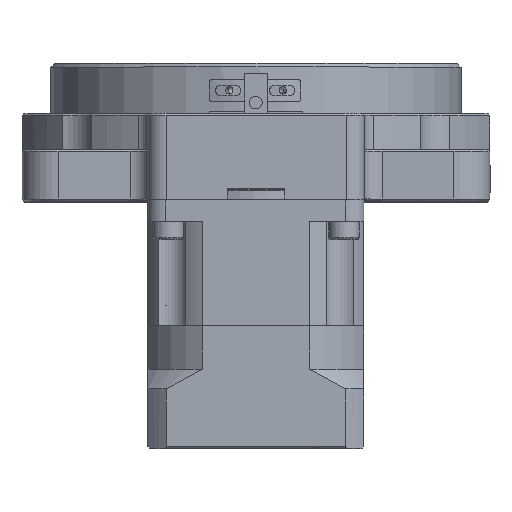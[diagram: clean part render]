
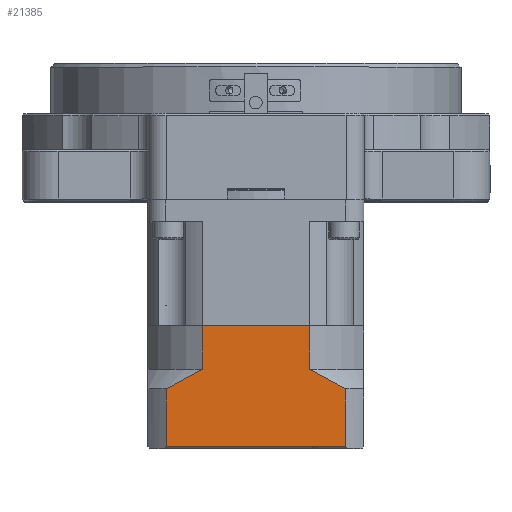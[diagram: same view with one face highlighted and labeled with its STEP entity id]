
A CAD part, top view. The second image highlights one B-rep face of the part: STEP entity #21385.
In plain terms, the highlighted planar face has unit normal (0, 0, 1).
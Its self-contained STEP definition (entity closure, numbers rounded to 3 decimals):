
#858 = CARTESIAN_POINT ( 'NONE',  ( 24.92, -68.5, 98. ) ) ;
#1132 = DIRECTION ( 'NONE',  ( 0., 1., 0. ) ) ;
#1143 = CARTESIAN_POINT ( 'NONE',  ( -24.92, -69., 98. ) ) ;
#1207 = LINE ( 'NONE', #1143, #3981 ) ;
#1493 = EDGE_CURVE ( 'NONE', #4317, #8645, #22493, .T. ) ;
#2604 = VERTEX_POINT ( 'NONE', #12429 ) ;
#3981 = VECTOR ( 'NONE', #1132, 1000. ) ;
#4317 = VERTEX_POINT ( 'NONE', #27214 ) ;
#6045 = EDGE_CURVE ( 'NONE', #8645, #10389, #11392, .T. ) ;
#7812 = EDGE_CURVE ( 'NONE', #10389, #17625, #24842, .T. ) ;
#7823 = DIRECTION ( 'NONE',  ( 0., -1., 0. ) ) ;
#7854 = CARTESIAN_POINT ( 'NONE',  ( 24.92, -69., 98. ) ) ;
#7858 = LINE ( 'NONE', #7854, #13179 ) ;
#8645 = VERTEX_POINT ( 'NONE', #15492 ) ;
#10389 = VERTEX_POINT ( 'NONE', #31560 ) ;
#10554 = VECTOR ( 'NONE', #24804, 1000. ) ;
#11343 = DIRECTION ( 'NONE',  ( 1., 0., 0. ) ) ;
#11389 = CARTESIAN_POINT ( 'NONE',  ( -30., -35., 98. ) ) ;
#11392 = LINE ( 'NONE', #11389, #20751 ) ;
#12429 = CARTESIAN_POINT ( 'NONE',  ( 24.92, -52.5, 98. ) ) ;
#13179 = VECTOR ( 'NONE', #7823, 1000. ) ;
#14007 = ORIENTED_EDGE ( 'NONE', *, *, #26352, .F. ) ;
#14079 = ORIENTED_EDGE ( 'NONE', *, *, #23971, .T. ) ;
#14207 = EDGE_LOOP ( 'NONE', ( #14007, #14079, #14295, #14317, #14397, #14501, #14513, #14674 ) ) ;
#14295 = ORIENTED_EDGE ( 'NONE', *, *, #29008, .F. ) ;
#14301 = EDGE_CURVE ( 'NONE', #2604, #17625, #24156, .T. ) ;
#14317 = ORIENTED_EDGE ( 'NONE', *, *, #14301, .T. ) ;
#14397 = ORIENTED_EDGE ( 'NONE', *, *, #7812, .F. ) ;
#14501 = ORIENTED_EDGE ( 'NONE', *, *, #6045, .F. ) ;
#14513 = ORIENTED_EDGE ( 'NONE', *, *, #1493, .F. ) ;
#14674 = ORIENTED_EDGE ( 'NONE', *, *, #23513, .T. ) ;
#15179 = VERTEX_POINT ( 'NONE', #18425 ) ;
#15492 = CARTESIAN_POINT ( 'NONE',  ( -14.908, -35., 98. ) ) ;
#17343 = DIRECTION ( 'NONE',  ( -1., 0., 0. ) ) ;
#17372 = DIRECTION ( 'NONE',  ( 0., 0., -1. ) ) ;
#17378 = CARTESIAN_POINT ( 'NONE',  ( -30., -35., 98. ) ) ;
#17410 = PLANE ( 'NONE',  #21260 ) ;
#17443 = FACE_OUTER_BOUND ( 'NONE', #14207, .T. ) ;
#17625 = VERTEX_POINT ( 'NONE', #25975 ) ;
#18425 = CARTESIAN_POINT ( 'NONE',  ( -24.92, -68.5, 98. ) ) ;
#19966 = VERTEX_POINT ( 'NONE', #858 ) ;
#20357 = VERTEX_POINT ( 'NONE', #28375 ) ;
#20748 = VECTOR ( 'NONE', #23287, 1000. ) ;
#20751 = VECTOR ( 'NONE', #11343, 1000. ) ;
#21260 = AXIS2_PLACEMENT_3D ( 'NONE', #17378, #17372, #17343 ) ;
#21385 = ADVANCED_FACE ( 'NONE', ( #17443 ), #17410, .F. ) ;
#22415 = DIRECTION ( 'NONE',  ( 0., 1., 0. ) ) ;
#22461 = CARTESIAN_POINT ( 'NONE',  ( -14.908, -45., 98. ) ) ;
#22493 = LINE ( 'NONE', #22461, #23585 ) ;
#23287 = DIRECTION ( 'NONE',  ( 1., 0., 0. ) ) ;
#23314 = CARTESIAN_POINT ( 'NONE',  ( -30., -68.5, 98. ) ) ;
#23319 = LINE ( 'NONE', #23314, #20748 ) ;
#23513 = EDGE_CURVE ( 'NONE', #4317, #20357, #28218, .T. ) ;
#23585 = VECTOR ( 'NONE', #22415, 1000. ) ;
#23971 = EDGE_CURVE ( 'NONE', #15179, #19966, #23319, .T. ) ;
#24156 = B_SPLINE_CURVE_WITH_KNOTS ( 'NONE', 3,
 ( #26336, #26287, #26283, #26261, #26256, #26248 ),
 .UNSPECIFIED., .F., .F.,
 ( 4, 2, 4 ),
 ( 0., 0.006, 0.011 ),
 .UNSPECIFIED. ) ;
#24804 = DIRECTION ( 'NONE',  ( 0., -1., 0. ) ) ;
#24817 = CARTESIAN_POINT ( 'NONE',  ( 14.908, -45., 98. ) ) ;
#24842 = LINE ( 'NONE', #24817, #10554 ) ;
#25975 = CARTESIAN_POINT ( 'NONE',  ( 14.908, -47., 98. ) ) ;
#26248 = CARTESIAN_POINT ( 'NONE',  ( 14.908, -47., 98. ) ) ;
#26256 = CARTESIAN_POINT ( 'NONE',  ( 16.654, -47.777, 98. ) ) ;
#26261 = CARTESIAN_POINT ( 'NONE',  ( 18.351, -48.64, 98. ) ) ;
#26283 = CARTESIAN_POINT ( 'NONE',  ( 21.681, -50.488, 98. ) ) ;
#26287 = CARTESIAN_POINT ( 'NONE',  ( 23.312, -51.473, 98. ) ) ;
#26336 = CARTESIAN_POINT ( 'NONE',  ( 24.92, -52.5, 98. ) ) ;
#26352 = EDGE_CURVE ( 'NONE', #15179, #20357, #1207, .T. ) ;
#27214 = CARTESIAN_POINT ( 'NONE',  ( -14.908, -47., 98. ) ) ;
#27708 = CARTESIAN_POINT ( 'NONE',  ( -24.92, -52.5, 98. ) ) ;
#27745 = CARTESIAN_POINT ( 'NONE',  ( -23.312, -51.473, 98. ) ) ;
#27778 = CARTESIAN_POINT ( 'NONE',  ( -21.681, -50.488, 98. ) ) ;
#27781 = CARTESIAN_POINT ( 'NONE',  ( -18.351, -48.64, 98. ) ) ;
#27788 = CARTESIAN_POINT ( 'NONE',  ( -16.654, -47.777, 98. ) ) ;
#27810 = CARTESIAN_POINT ( 'NONE',  ( -14.908, -47., 98. ) ) ;
#28218 = B_SPLINE_CURVE_WITH_KNOTS ( 'NONE', 3,
 ( #27810, #27788, #27781, #27778, #27745, #27708 ),
 .UNSPECIFIED., .F., .F.,
 ( 4, 2, 4 ),
 ( 0., 0.006, 0.011 ),
 .UNSPECIFIED. ) ;
#28375 = CARTESIAN_POINT ( 'NONE',  ( -24.92, -52.5, 98. ) ) ;
#29008 = EDGE_CURVE ( 'NONE', #2604, #19966, #7858, .T. ) ;
#31560 = CARTESIAN_POINT ( 'NONE',  ( 14.908, -35., 98. ) ) ;
